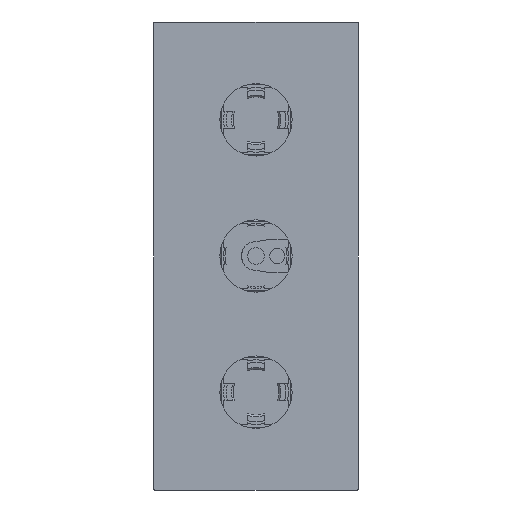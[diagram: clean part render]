
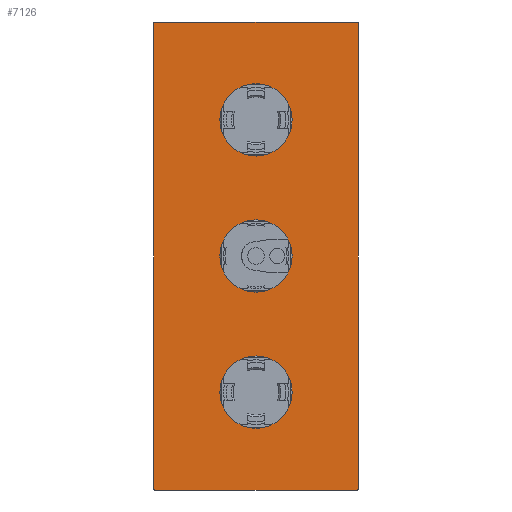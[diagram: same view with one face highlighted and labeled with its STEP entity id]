
A CAD part, front view. The second image highlights one B-rep face of the part: STEP entity #7126.
In plain terms, the highlighted planar face has unit normal (0, -1, 0).
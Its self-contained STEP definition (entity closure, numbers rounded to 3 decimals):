
#89 = EDGE_LOOP ( 'NONE', ( #545, #5683 ) ) ;
#222 = EDGE_CURVE ( 'NONE', #9397, #7694, #5151, .T. ) ;
#287 = DIRECTION ( 'NONE',  ( 1., 0., 0. ) ) ;
#373 = PLANE ( 'NONE',  #808 ) ;
#414 = DIRECTION ( 'NONE',  ( 0., -1., 0. ) ) ;
#545 = ORIENTED_EDGE ( 'NONE', *, *, #5801, .F. ) ;
#719 = FACE_BOUND ( 'NONE', #89, .T. ) ;
#808 = AXIS2_PLACEMENT_3D ( 'NONE', #4116, #6909, #8108 ) ;
#888 = CIRCLE ( 'NONE', #10028, 21.25 ) ;
#1053 = EDGE_CURVE ( 'NONE', #10715, #11302, #1784, .T. ) ;
#1171 = CIRCLE ( 'NONE', #2141, 21.25 ) ;
#1200 = EDGE_LOOP ( 'NONE', ( #11931, #7679 ) ) ;
#1288 = DIRECTION ( 'NONE',  ( -1., 0., 0. ) ) ;
#1357 = CARTESIAN_POINT ( 'NONE',  ( 0., 93.5, -21.25 ) ) ;
#1564 = DIRECTION ( 'NONE',  ( 0., 0., 1. ) ) ;
#1605 = DIRECTION ( 'NONE',  ( 0., 0., -1. ) ) ;
#1784 = LINE ( 'NONE', #9225, #2860 ) ;
#1826 = VERTEX_POINT ( 'NONE', #4386 ) ;
#2028 = DIRECTION ( 'NONE',  ( 0., 0., -1. ) ) ;
#2141 = AXIS2_PLACEMENT_3D ( 'NONE', #11048, #10327, #11105 ) ;
#2430 = EDGE_LOOP ( 'NONE', ( #8805, #5750 ) ) ;
#2449 = DIRECTION ( 'NONE',  ( 0., -1., 0. ) ) ;
#2860 = VECTOR ( 'NONE', #8316, 1000. ) ;
#3223 = DIRECTION ( 'NONE',  ( 0., -1., 0. ) ) ;
#3232 = ORIENTED_EDGE ( 'NONE', *, *, #9347, .F. ) ;
#3250 = DIRECTION ( 'NONE',  ( 0., -1., 0. ) ) ;
#3310 = VERTEX_POINT ( 'NONE', #8117 ) ;
#3424 = FACE_OUTER_BOUND ( 'NONE', #6274, .T. ) ;
#3464 = DIRECTION ( 'NONE',  ( 0., -1., 0. ) ) ;
#3496 = LINE ( 'NONE', #11630, #4856 ) ;
#3503 = CIRCLE ( 'NONE', #3909, 0.5 ) ;
#3702 = DIRECTION ( 'NONE',  ( 0., -1., 0. ) ) ;
#3795 = VERTEX_POINT ( 'NONE', #4556 ) ;
#3803 = CARTESIAN_POINT ( 'NONE',  ( -59.5, 93.5, 137.5 ) ) ;
#3909 = AXIS2_PLACEMENT_3D ( 'NONE', #5734, #9419, #11455 ) ;
#4116 = CARTESIAN_POINT ( 'NONE',  ( 19.322, 93.5, -27.804 ) ) ;
#4241 = EDGE_CURVE ( 'NONE', #10889, #11302, #9957, .T. ) ;
#4317 = CARTESIAN_POINT ( 'NONE',  ( 0., 93.5, -58.75 ) ) ;
#4386 = CARTESIAN_POINT ( 'NONE',  ( -60., 93.5, 137. ) ) ;
#4408 = ORIENTED_EDGE ( 'NONE', *, *, #7422, .T. ) ;
#4459 = ORIENTED_EDGE ( 'NONE', *, *, #4241, .T. ) ;
#4506 = DIRECTION ( 'NONE',  ( 1., 0., 0. ) ) ;
#4556 = CARTESIAN_POINT ( 'NONE',  ( 59.5, 93.5, 137.5 ) ) ;
#4684 = CIRCLE ( 'NONE', #8749, 21.25 ) ;
#4825 = ORIENTED_EDGE ( 'NONE', *, *, #1053, .F. ) ;
#4856 = VECTOR ( 'NONE', #8001, 1000. ) ;
#4913 = DIRECTION ( 'NONE',  ( 0., 0., -1. ) ) ;
#4959 = CIRCLE ( 'NONE', #11150, 21.25 ) ;
#5094 = CARTESIAN_POINT ( 'NONE',  ( 60., 93.5, 137. ) ) ;
#5151 = CIRCLE ( 'NONE', #9797, 21.25 ) ;
#5154 = VERTEX_POINT ( 'NONE', #8806 ) ;
#5209 = VECTOR ( 'NONE', #287, 1000. ) ;
#5504 = CARTESIAN_POINT ( 'NONE',  ( 0., 93.5, 58.75 ) ) ;
#5519 = CARTESIAN_POINT ( 'NONE',  ( 0., 93.5, 101.25 ) ) ;
#5683 = ORIENTED_EDGE ( 'NONE', *, *, #10809, .F. ) ;
#5734 = CARTESIAN_POINT ( 'NONE',  ( 59.5, 93.5, -137. ) ) ;
#5750 = ORIENTED_EDGE ( 'NONE', *, *, #7872, .F. ) ;
#5801 = EDGE_CURVE ( 'NONE', #5990, #6650, #10590, .T. ) ;
#5990 = VERTEX_POINT ( 'NONE', #4317 ) ;
#6019 = CARTESIAN_POINT ( 'NONE',  ( 0., 93.5, 80. ) ) ;
#6274 = EDGE_LOOP ( 'NONE', ( #7776, #4408, #7732, #6783, #3232, #4459, #4825, #8729 ) ) ;
#6331 = AXIS2_PLACEMENT_3D ( 'NONE', #6580, #3702, #10273 ) ;
#6386 = EDGE_CURVE ( 'NONE', #11382, #3795, #6823, .T. ) ;
#6502 = CARTESIAN_POINT ( 'NONE',  ( -60., 93.5, -137. ) ) ;
#6580 = CARTESIAN_POINT ( 'NONE',  ( 0., 93.5, -80. ) ) ;
#6650 = VERTEX_POINT ( 'NONE', #10447 ) ;
#6783 = ORIENTED_EDGE ( 'NONE', *, *, #9902, .T. ) ;
#6823 = LINE ( 'NONE', #11249, #5209 ) ;
#6909 = DIRECTION ( 'NONE',  ( 0., 1., 0. ) ) ;
#7048 = CARTESIAN_POINT ( 'NONE',  ( 0., 93.5, -80. ) ) ;
#7126 = ADVANCED_FACE ( 'NONE', ( #3424, #7250, #719, #10944 ), #373, .F. ) ;
#7250 = FACE_BOUND ( 'NONE', #2430, .T. ) ;
#7422 = EDGE_CURVE ( 'NONE', #3310, #3795, #10167, .T. ) ;
#7648 = AXIS2_PLACEMENT_3D ( 'NONE', #10786, #2449, #1288 ) ;
#7649 = CARTESIAN_POINT ( 'NONE',  ( 0., 93.5, 0. ) ) ;
#7679 = ORIENTED_EDGE ( 'NONE', *, *, #222, .F. ) ;
#7694 = VERTEX_POINT ( 'NONE', #5519 ) ;
#7732 = ORIENTED_EDGE ( 'NONE', *, *, #6386, .F. ) ;
#7741 = CARTESIAN_POINT ( 'NONE',  ( 0., 93.5, 0. ) ) ;
#7770 = LINE ( 'NONE', #5094, #10700 ) ;
#7776 = ORIENTED_EDGE ( 'NONE', *, *, #9946, .F. ) ;
#7872 = EDGE_CURVE ( 'NONE', #11124, #11723, #4959, .T. ) ;
#8001 = DIRECTION ( 'NONE',  ( 0., 0., 1. ) ) ;
#8108 = DIRECTION ( 'NONE',  ( 0., 0., -1. ) ) ;
#8117 = CARTESIAN_POINT ( 'NONE',  ( 60., 93.5, 137. ) ) ;
#8316 = DIRECTION ( 'NONE',  ( -1., 0., 0. ) ) ;
#8719 = DIRECTION ( 'NONE',  ( 0., 0., 1. ) ) ;
#8729 = ORIENTED_EDGE ( 'NONE', *, *, #10088, .T. ) ;
#8749 = AXIS2_PLACEMENT_3D ( 'NONE', #7741, #414, #8719 ) ;
#8805 = ORIENTED_EDGE ( 'NONE', *, *, #9868, .F. ) ;
#8806 = CARTESIAN_POINT ( 'NONE',  ( 60., 93.5, -137. ) ) ;
#9225 = CARTESIAN_POINT ( 'NONE',  ( 59.5, 93.5, -137.5 ) ) ;
#9347 = EDGE_CURVE ( 'NONE', #10889, #1826, #3496, .T. ) ;
#9397 = VERTEX_POINT ( 'NONE', #5504 ) ;
#9419 = DIRECTION ( 'NONE',  ( 0., -1., 0. ) ) ;
#9490 = CARTESIAN_POINT ( 'NONE',  ( 0., 93.5, 21.25 ) ) ;
#9710 = DIRECTION ( 'NONE',  ( 0., 0., -1. ) ) ;
#9797 = AXIS2_PLACEMENT_3D ( 'NONE', #6019, #3250, #4913 ) ;
#9830 = CARTESIAN_POINT ( 'NONE',  ( -59.5, 93.5, -137.5 ) ) ;
#9868 = EDGE_CURVE ( 'NONE', #11723, #11124, #4684, .T. ) ;
#9902 = EDGE_CURVE ( 'NONE', #11382, #1826, #10096, .T. ) ;
#9912 = CARTESIAN_POINT ( 'NONE',  ( -59.5, 93.5, 137. ) ) ;
#9946 = EDGE_CURVE ( 'NONE', #3310, #5154, #7770, .T. ) ;
#9957 = CIRCLE ( 'NONE', #7648, 0.5 ) ;
#10028 = AXIS2_PLACEMENT_3D ( 'NONE', #7048, #11758, #1605 ) ;
#10088 = EDGE_CURVE ( 'NONE', #10715, #5154, #3503, .T. ) ;
#10096 = CIRCLE ( 'NONE', #11068, 0.5 ) ;
#10167 = CIRCLE ( 'NONE', #11697, 0.5 ) ;
#10273 = DIRECTION ( 'NONE',  ( 0., 0., 1. ) ) ;
#10327 = DIRECTION ( 'NONE',  ( 0., -1., 0. ) ) ;
#10436 = DIRECTION ( 'NONE',  ( 0., -1., 0. ) ) ;
#10447 = CARTESIAN_POINT ( 'NONE',  ( 0., 93.5, -101.25 ) ) ;
#10524 = CARTESIAN_POINT ( 'NONE',  ( 59.5, 93.5, -137.5 ) ) ;
#10590 = CIRCLE ( 'NONE', #6331, 21.25 ) ;
#10700 = VECTOR ( 'NONE', #9710, 1000. ) ;
#10715 = VERTEX_POINT ( 'NONE', #10524 ) ;
#10786 = CARTESIAN_POINT ( 'NONE',  ( -59.5, 93.5, -137. ) ) ;
#10809 = EDGE_CURVE ( 'NONE', #6650, #5990, #888, .T. ) ;
#10825 = CARTESIAN_POINT ( 'NONE',  ( 59.5, 93.5, 137. ) ) ;
#10889 = VERTEX_POINT ( 'NONE', #6502 ) ;
#10944 = FACE_BOUND ( 'NONE', #1200, .T. ) ;
#11048 = CARTESIAN_POINT ( 'NONE',  ( 0., 93.5, 80. ) ) ;
#11068 = AXIS2_PLACEMENT_3D ( 'NONE', #9912, #3223, #1564 ) ;
#11105 = DIRECTION ( 'NONE',  ( 0., 0., 1. ) ) ;
#11124 = VERTEX_POINT ( 'NONE', #1357 ) ;
#11150 = AXIS2_PLACEMENT_3D ( 'NONE', #7649, #10436, #2028 ) ;
#11249 = CARTESIAN_POINT ( 'NONE',  ( -59.5, 93.5, 137.5 ) ) ;
#11302 = VERTEX_POINT ( 'NONE', #9830 ) ;
#11382 = VERTEX_POINT ( 'NONE', #3803 ) ;
#11455 = DIRECTION ( 'NONE',  ( 0., 0., -1. ) ) ;
#11630 = CARTESIAN_POINT ( 'NONE',  ( -60., 93.5, -137. ) ) ;
#11697 = AXIS2_PLACEMENT_3D ( 'NONE', #10825, #3464, #4506 ) ;
#11723 = VERTEX_POINT ( 'NONE', #9490 ) ;
#11758 = DIRECTION ( 'NONE',  ( 0., -1., 0. ) ) ;
#11931 = ORIENTED_EDGE ( 'NONE', *, *, #11961, .F. ) ;
#11961 = EDGE_CURVE ( 'NONE', #7694, #9397, #1171, .T. ) ;
